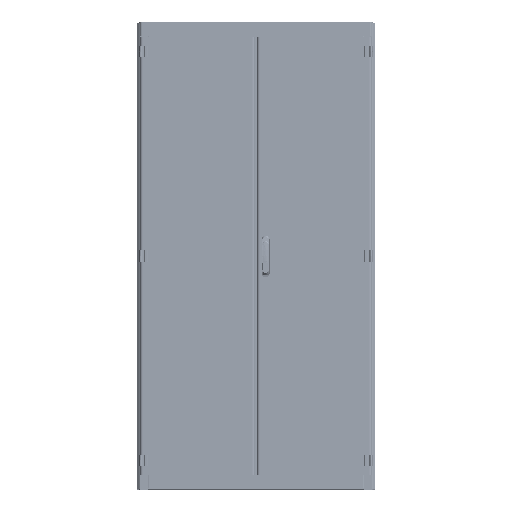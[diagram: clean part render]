
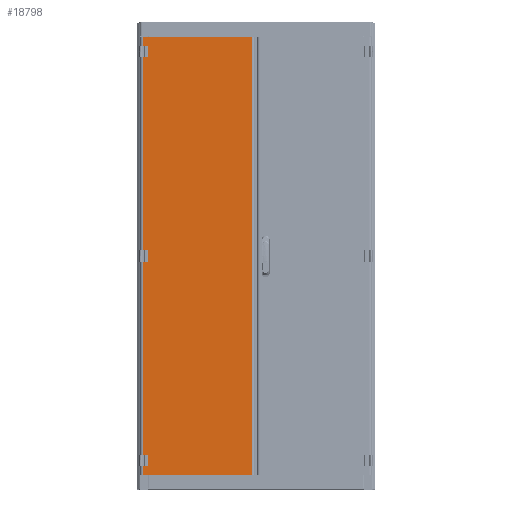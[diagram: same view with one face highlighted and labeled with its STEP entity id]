
A CAD part, top view. The second image highlights one B-rep face of the part: STEP entity #18798.
In plain terms, the highlighted planar face has unit normal (0, 0, 1).
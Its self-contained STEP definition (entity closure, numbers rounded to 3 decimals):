
#18798=ADVANCED_FACE('n_ 69564',(#42267),#42268,.T.);
#42267=FACE_OUTER_BOUND('',#66248,.T.);
#42268=PLANE('',#66249);
#66248=EDGE_LOOP('',(#125866,#125867,#125868,#125869,#125870,#125871,#125872,#125873,#125874,#125875,#125876,#125877,#125878,#125879,#125880,#125881,#125882,#125883));
#66249=AXIS2_PLACEMENT_3D('',#125884,#125885,#125886);
#125866=ORIENTED_EDGE('',*,*,#153875,.T.);
#125867=ORIENTED_EDGE('',*,*,#154211,.T.);
#125868=ORIENTED_EDGE('',*,*,#154020,.T.);
#125869=ORIENTED_EDGE('',*,*,#154012,.T.);
#125870=ORIENTED_EDGE('',*,*,#154022,.T.);
#125871=ORIENTED_EDGE('',*,*,#154212,.T.);
#125872=ORIENTED_EDGE('',*,*,#154167,.T.);
#125873=ORIENTED_EDGE('',*,*,#154159,.T.);
#125874=ORIENTED_EDGE('',*,*,#154169,.T.);
#125875=ORIENTED_EDGE('',*,*,#154213,.T.);
#125876=ORIENTED_EDGE('',*,*,#154214,.T.);
#125877=ORIENTED_EDGE('',*,*,#154193,.F.);
#125878=ORIENTED_EDGE('',*,*,#154215,.F.);
#125879=ORIENTED_EDGE('',*,*,#154200,.F.);
#125880=ORIENTED_EDGE('',*,*,#154216,.T.);
#125881=ORIENTED_EDGE('',*,*,#154217,.T.);
#125882=ORIENTED_EDGE('',*,*,#153873,.T.);
#125883=ORIENTED_EDGE('',*,*,#153865,.T.);
#125884=CARTESIAN_POINT('',(24.0,1937.0,1034.05));
#125885=DIRECTION('',(0.0,0.0,1.0));
#125886=DIRECTION('',(0.0,-1.0,0.0));
#153865=EDGE_CURVE('n_ 54740',#189939,#189937,#189940,.T.);
#153873=EDGE_CURVE('n_ 38986',#189943,#189939,#189950,.T.);
#153875=EDGE_CURVE('n_ 73662',#189937,#189944,#189952,.T.);
#154012=EDGE_CURVE('n_ 62664',#190152,#190150,#190153,.T.);
#154020=EDGE_CURVE('n_ 109444',#190156,#190152,#190163,.T.);
#154022=EDGE_CURVE('n_ 74800',#190150,#190157,#190165,.T.);
#154159=EDGE_CURVE('n_ 61984',#190365,#190363,#190366,.T.);
#154167=EDGE_CURVE('n_ 100336',#190369,#190365,#190376,.T.);
#154169=EDGE_CURVE('n_ 109816',#190363,#190370,#190378,.T.);
#154193=EDGE_CURVE('n_ 70946',#190401,#190404,#190405,.T.);
#154200=EDGE_CURVE('n_ 48792',#190415,#190410,#190417,.T.);
#154211=EDGE_CURVE('n_ 61262',#189944,#190156,#190436,.T.);
#154212=EDGE_CURVE('n_ 91158',#190157,#190369,#190437,.T.);
#154213=EDGE_CURVE('n_ 70640',#190370,#190438,#190439,.T.);
#154214=EDGE_CURVE('n_ 58500',#190438,#190404,#190440,.T.);
#154215=EDGE_CURVE('n_ 39616',#190410,#190401,#190441,.T.);
#154216=EDGE_CURVE('n_ 90374',#190415,#190442,#190443,.T.);
#154217=EDGE_CURVE('n_ 105520',#190442,#189943,#190444,.T.);
#189937=VERTEX_POINT('',#234013);
#189939=VERTEX_POINT('',#234016);
#189940=LINE('',#234017,#234018);
#189943=VERTEX_POINT('',#234022);
#189944=VERTEX_POINT('',#234023);
#189950=LINE('',#234033,#234034);
#189952=LINE('',#234036,#234037);
#190150=VERTEX_POINT('',#234313);
#190152=VERTEX_POINT('',#234316);
#190153=LINE('',#234317,#234318);
#190156=VERTEX_POINT('',#234322);
#190157=VERTEX_POINT('',#234323);
#190163=LINE('',#234333,#234334);
#190165=LINE('',#234336,#234337);
#190363=VERTEX_POINT('',#234613);
#190365=VERTEX_POINT('',#234616);
#190366=LINE('',#234617,#234618);
#190369=VERTEX_POINT('',#234622);
#190370=VERTEX_POINT('',#234623);
#190376=LINE('',#234633,#234634);
#190378=LINE('',#234636,#234637);
#190401=VERTEX_POINT('',#234664);
#190404=VERTEX_POINT('',#234667);
#190405=LINE('',#234668,#234669);
#190410=VERTEX_POINT('',#234675);
#190415=VERTEX_POINT('',#234681);
#190417=LINE('',#234683,#234684);
#190436=LINE('',#234711,#234712);
#190437=LINE('',#234713,#234714);
#190438=VERTEX_POINT('',#234715);
#190439=LINE('',#234716,#234717);
#190440=LINE('',#234718,#234719);
#190441=LINE('',#234720,#234721);
#190442=VERTEX_POINT('',#234722);
#190443=LINE('',#234723,#234724);
#190444=LINE('',#234725,#234726);
#234013=CARTESIAN_POINT('',(45.0,1850.0,1034.05));
#234016=CARTESIAN_POINT('',(45.0,1900.0,1034.05));
#234017=CARTESIAN_POINT('',(45.0,1918.5,1034.05));
#234018=VECTOR('',#276316,1.0);
#234022=CARTESIAN_POINT('',(24.0,1900.0,1034.05));
#234023=CARTESIAN_POINT('',(24.0,1850.0,1034.05));
#234033=CARTESIAN_POINT('',(23.33,1900.0,1034.05));
#234034=VECTOR('',#276322,1.0);
#234036=CARTESIAN_POINT('',(23.33,1850.0,1034.05));
#234037=VECTOR('',#276323,1.0);
#234313=CARTESIAN_POINT('',(45.0,975.0,1034.05));
#234316=CARTESIAN_POINT('',(45.0,1025.0,1034.05));
#234317=CARTESIAN_POINT('',(45.0,1481.0,1034.05));
#234318=VECTOR('',#276463,1.0);
#234322=CARTESIAN_POINT('',(24.0,1025.0,1034.05));
#234323=CARTESIAN_POINT('',(24.0,975.0,1034.05));
#234333=CARTESIAN_POINT('',(23.33,1025.0,1034.05));
#234334=VECTOR('',#276469,1.0);
#234336=CARTESIAN_POINT('',(23.33,975.0,1034.05));
#234337=VECTOR('',#276470,1.0);
#234613=CARTESIAN_POINT('',(45.0,100.0,1034.05));
#234616=CARTESIAN_POINT('',(45.0,150.0,1034.05));
#234617=CARTESIAN_POINT('',(45.0,1043.5,1034.05));
#234618=VECTOR('',#276610,1.0);
#234622=CARTESIAN_POINT('',(24.0,150.0,1034.05));
#234623=CARTESIAN_POINT('',(24.0,100.0,1034.05));
#234633=CARTESIAN_POINT('',(23.33,150.0,1034.05));
#234634=VECTOR('',#276616,1.0);
#234636=CARTESIAN_POINT('',(23.33,100.0,1034.05));
#234637=VECTOR('',#276617,1.0);
#234664=CARTESIAN_POINT('',(494.0,64.6,1034.05));
#234667=CARTESIAN_POINT('',(494.0,63.0,1034.05));
#234668=CARTESIAN_POINT('',(494.0,1937.0,1034.05));
#234669=VECTOR('',#276649,1.0);
#234675=CARTESIAN_POINT('',(494.0,1935.4,1034.05));
#234681=CARTESIAN_POINT('',(494.0,1937.0,1034.05));
#234683=CARTESIAN_POINT('',(494.0,1937.0,1034.05));
#234684=VECTOR('',#276661,1.0);
#234711=CARTESIAN_POINT('',(24.0,1937.0,1034.05));
#234712=VECTOR('',#276670,1.0);
#234713=CARTESIAN_POINT('',(24.0,1937.0,1034.05));
#234714=VECTOR('',#276671,1.0);
#234715=CARTESIAN_POINT('',(24.0,63.0,1034.05));
#234716=CARTESIAN_POINT('',(24.0,1937.0,1034.05));
#234717=VECTOR('',#276672,1.0);
#234718=CARTESIAN_POINT('',(494.0,63.0,1034.05));
#234719=VECTOR('',#276673,1.0);
#234720=CARTESIAN_POINT('',(494.0,1935.4,1034.05));
#234721=VECTOR('',#276674,1.0);
#234722=CARTESIAN_POINT('',(24.0,1937.0,1034.05));
#234723=CARTESIAN_POINT('',(494.0,1937.0,1034.05));
#234724=VECTOR('',#276675,1.0);
#234725=CARTESIAN_POINT('',(24.0,1937.0,1034.05));
#234726=VECTOR('',#276676,1.0);
#276316=DIRECTION('',(0.0,-1.0,0.0));
#276322=DIRECTION('',(1.0,0.0,0.0));
#276323=DIRECTION('',(-1.0,0.0,0.0));
#276463=DIRECTION('',(0.0,-1.0,0.0));
#276469=DIRECTION('',(1.0,0.0,0.0));
#276470=DIRECTION('',(-1.0,0.0,0.0));
#276610=DIRECTION('',(0.0,-1.0,0.0));
#276616=DIRECTION('',(1.0,0.0,0.0));
#276617=DIRECTION('',(-1.0,0.0,-0.0));
#276649=DIRECTION('',(0.0,-1.0,0.0));
#276661=DIRECTION('',(0.0,-1.0,0.0));
#276670=DIRECTION('',(0.0,-1.0,0.0));
#276671=DIRECTION('',(0.0,-1.0,0.0));
#276672=DIRECTION('',(0.0,-1.0,0.0));
#276673=DIRECTION('',(1.0,0.0,0.0));
#276674=DIRECTION('',(0.0,-1.0,0.0));
#276675=DIRECTION('',(-1.0,0.0,0.0));
#276676=DIRECTION('',(0.0,-1.0,0.0));
